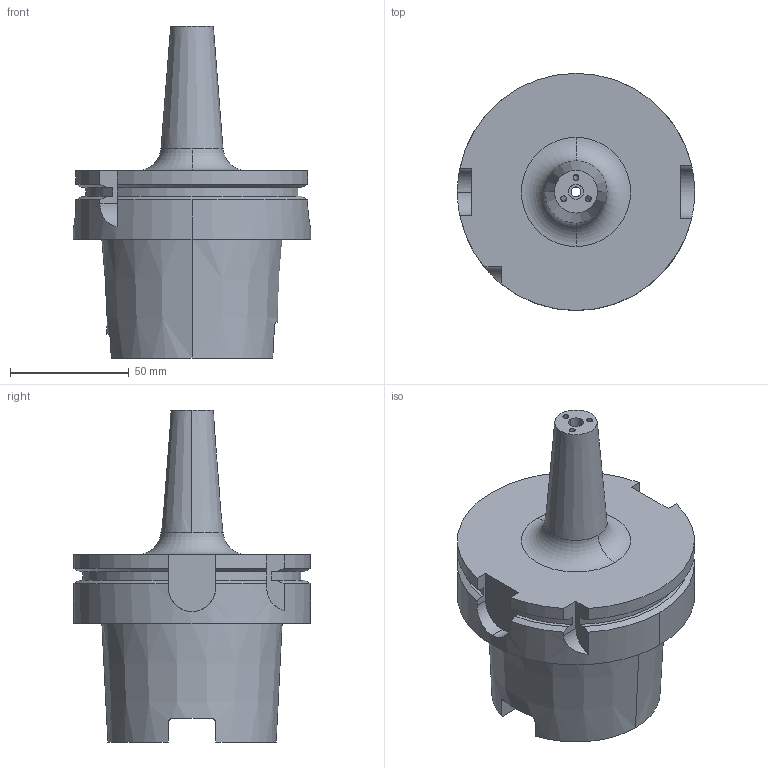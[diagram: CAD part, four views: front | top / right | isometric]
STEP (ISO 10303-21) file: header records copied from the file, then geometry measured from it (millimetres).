
FILE_DESCRIPTION (( 'STEP AP203' ), '1' );
FILE_NAME ('STP-39306B.STEP', '2019-04-08T08:55:47', ( '' ), ( '' ), 'SwSTEP 2.0', 'SolidWorks 2017', '' );
FILE_SCHEMA (( 'CONFIG_CONTROL_DESIGN' ));
Length unit declared in the file: millimetre
Products named in the file (1): STP-39306B
Bounding box: 100 x 100 x 140 mm (x, y, z)
Volume: 280865.1 mm3; surface area: 56432.6 mm2
Topology: 1 solids, 1 shells, 96 faces, 257 edges, 167 vertices
Faces by surface type: cylinder 38, plane 32, cone 14, bspline 6, torus 6
Entity records: 3638 total; most frequent: CARTESIAN_POINT 1161, ORIENTED_EDGE 514, DIRECTION 497, EDGE_CURVE 257, AXIS2_PLACEMENT_3D 195, VERTEX_POINT 167, EDGE_LOOP 108, VECTOR 107
